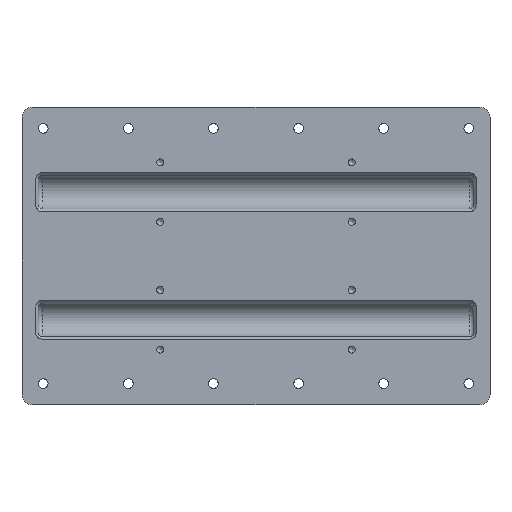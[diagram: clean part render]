
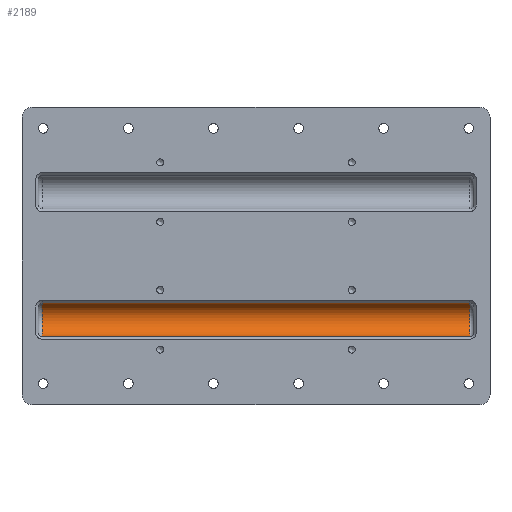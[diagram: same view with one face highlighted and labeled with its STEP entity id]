
A CAD part, top view. The second image highlights one B-rep face of the part: STEP entity #2189.
In plain terms, the highlighted cylindrical face has radius 8.1 mm (diameter 16.2 mm), a partial arc.
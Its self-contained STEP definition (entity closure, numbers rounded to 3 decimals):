
#1039 = VERTEX_POINT('',#1040);
#1040 = CARTESIAN_POINT('',(100.5,-38.038,9.002));
#1048 = VERTEX_POINT('',#1049);
#1049 = CARTESIAN_POINT('',(-100.5,-38.038,9.002));
#1055 = EDGE_CURVE('',#1039,#1048,#1056,.T.);
#1056 = LINE('',#1057,#1058);
#1057 = CARTESIAN_POINT('',(100.5,-38.038,9.002));
#1058 = VECTOR('',#1059,1.);
#1059 = DIRECTION('',(-1.,-0.,-0.));
#1246 = VERTEX_POINT('',#1247);
#1247 = CARTESIAN_POINT('',(100.5,-21.962,9.002));
#1312 = VERTEX_POINT('',#1313);
#1313 = CARTESIAN_POINT('',(-100.5,-21.962,9.002));
#1377 = EDGE_CURVE('',#1312,#1246,#1378,.T.);
#1378 = LINE('',#1379,#1380);
#1379 = CARTESIAN_POINT('',(-100.5,-21.962,9.002));
#1380 = VECTOR('',#1381,1.);
#1381 = DIRECTION('',(1.,0.,0.));
#2189 = ADVANCED_FACE('',(#2190),#2208,.F.);
#2190 = FACE_BOUND('',#2191,.F.);
#2191 = EDGE_LOOP('',(#2192,#2199,#2200,#2207));
#2192 = ORIENTED_EDGE('',*,*,#2193,.F.);
#2193 = EDGE_CURVE('',#1039,#1246,#2194,.T.);
#2194 = CIRCLE('',#2195,8.1);
#2195 = AXIS2_PLACEMENT_3D('',#2196,#2197,#2198);
#2196 = CARTESIAN_POINT('',(100.5,-30.,10.));
#2197 = DIRECTION('',(1.,0.,0.));
#2198 = DIRECTION('',(0.,-1.,0.));
#2199 = ORIENTED_EDGE('',*,*,#1055,.T.);
#2200 = ORIENTED_EDGE('',*,*,#2201,.T.);
#2201 = EDGE_CURVE('',#1048,#1312,#2202,.T.);
#2202 = CIRCLE('',#2203,8.1);
#2203 = AXIS2_PLACEMENT_3D('',#2204,#2205,#2206);
#2204 = CARTESIAN_POINT('',(-100.5,-30.,10.));
#2205 = DIRECTION('',(1.,0.,0.));
#2206 = DIRECTION('',(0.,-1.,0.));
#2207 = ORIENTED_EDGE('',*,*,#1377,.T.);
#2208 = CYLINDRICAL_SURFACE('',#2209,8.1);
#2209 = AXIS2_PLACEMENT_3D('',#2210,#2211,#2212);
#2210 = CARTESIAN_POINT('',(102.5,-30.,10.));
#2211 = DIRECTION('',(1.,0.,0.));
#2212 = DIRECTION('',(0.,1.,0.));
